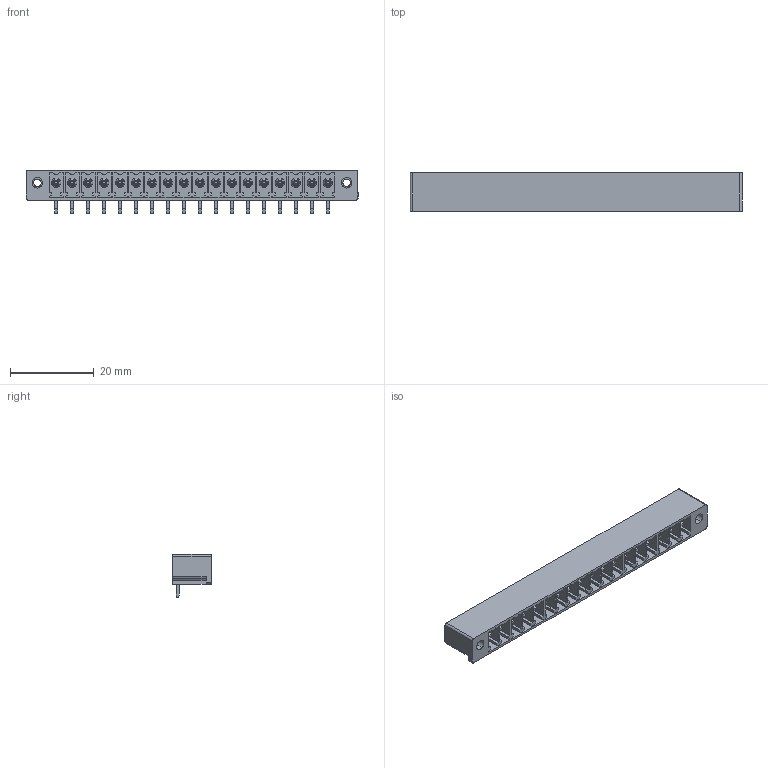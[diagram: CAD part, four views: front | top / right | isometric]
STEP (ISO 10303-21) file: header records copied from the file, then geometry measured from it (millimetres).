
FILE_DESCRIPTION(('CATIA V5 STEP Exchange','CAx-IF Rec.Pracs.--- Model Styling and Organization---1.4--- 2014-01-23'),'2;1');
FILE_NAME ('D1486154_0', '2021-05-18T13:08:15+00:00', ('none'), ('Weidmueller'), 'CATIA Version 5-6 Release 2016 SP3 HF44', 'CATIA V5 STEP AP214', 'none');
FILE_SCHEMA(('AUTOMOTIVE_DESIGN { 1 0 10303 214 1 1 1 1 }'));
Length unit declared in the file: millimetre
Products named in the file (1): 1364560000
Bounding box: 79.17 x 9.2 x 10.3 mm (x, y, z)
Volume: 2381.2 mm3; surface area: 6958.2 mm2
Topology: 19 solids, 19 shells, 1172 faces, 3250 edges, 2154 vertices
Faces by surface type: plane 1026, cylinder 70, cone 40, torus 36
Entity records: 35646 total; most frequent: ORIENTED_EDGE 6500, CARTESIAN_POINT 6199, DIRECTION 4673, EDGE_CURVE 3250, VECTOR 2961, LINE 2961, VERTEX_POINT 2154, EDGE_LOOP 1250
